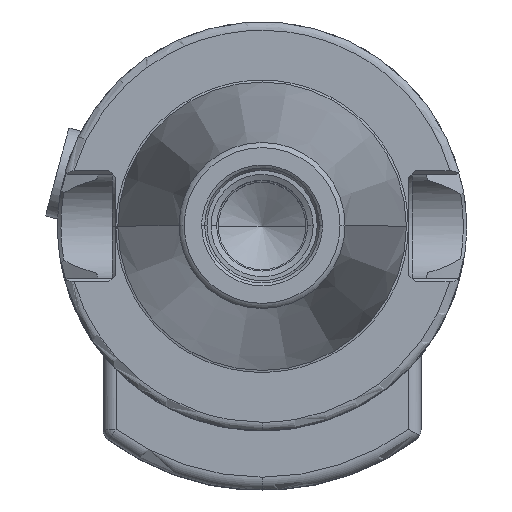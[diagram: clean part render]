
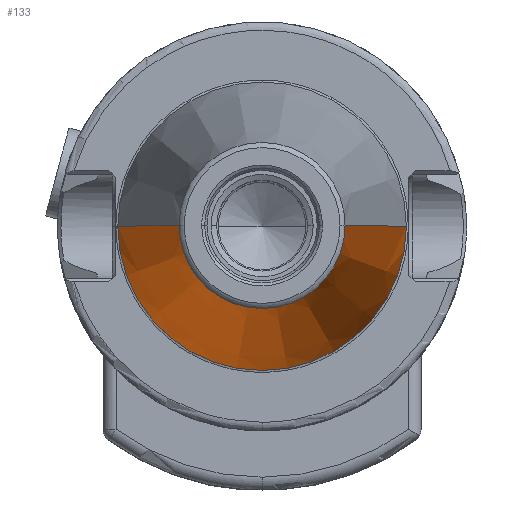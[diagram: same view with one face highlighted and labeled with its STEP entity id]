
A CAD part, top view. The second image highlights one B-rep face of the part: STEP entity #133.
In plain terms, the highlighted conical face has half-angle 8.297 degrees and reference radius 22.225 mm.
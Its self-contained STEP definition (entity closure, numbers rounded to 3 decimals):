
#115=AXIS2_PLACEMENT_3D('Cone Axis2P3D',#112,#113,#114) ;
#119=AXIS2_PLACEMENT_3D('Circle Axis2P3D',#117,#118,$) ;
#124=AXIS2_PLACEMENT_3D('Circle Axis2P3D',#122,#123,$) ;
#41=CARTESIAN_POINT('Vertex',(-12.786,0.,64.724)) ;
#43=CARTESIAN_POINT('Vertex',(12.786,0.,64.724)) ;
#46=CARTESIAN_POINT('Line Origine',(72165.224,0.,-494690.194)) ;
#50=CARTESIAN_POINT('Vertex',(22.225,0.,0.)) ;
#57=CARTESIAN_POINT('Vertex',(-22.225,0.,0.)) ;
#60=CARTESIAN_POINT('Line Origine',(-72165.224,0.,-494690.194)) ;
#112=CARTESIAN_POINT('Axis2P3D Location',(0.,0.,0.)) ;
#117=CARTESIAN_POINT('Axis2P3D Location',(0.,0.,64.724)) ;
#122=CARTESIAN_POINT('Axis2P3D Location',(0.,0.,0.)) ;
#47=DIRECTION('Vector Direction',(0.144,0.,-0.99)) ;
#61=DIRECTION('Vector Direction',(-0.144,0.,-0.99)) ;
#113=DIRECTION('Axis2P3D Direction',(0.,0.,-1.)) ;
#114=DIRECTION('Axis2P3D XDirection',(1.,0.,0.)) ;
#118=DIRECTION('Axis2P3D Direction',(0.,0.,-1.)) ;
#123=DIRECTION('Axis2P3D Direction',(0.,0.,-1.)) ;
#48=VECTOR('Line Direction',#47,1.) ;
#62=VECTOR('Line Direction',#61,1.) ;
#128=ORIENTED_EDGE('',*,*,#52,.F.) ;
#129=ORIENTED_EDGE('',*,*,#121,.T.) ;
#130=ORIENTED_EDGE('',*,*,#64,.T.) ;
#131=ORIENTED_EDGE('',*,*,#126,.T.) ;
#133=ADVANCED_FACE('NOCUT',(#132),#116,.T.) ;
#120=CIRCLE('generated circle',#119,12.786) ;
#125=CIRCLE('generated circle',#124,22.225) ;
#116=CONICAL_SURFACE('Cone',#115,22.225,0.145) ;
#52=EDGE_CURVE('',#44,#51,#49,.T.) ;
#64=EDGE_CURVE('',#42,#58,#63,.T.) ;
#121=EDGE_CURVE('',#44,#42,#120,.T.) ;
#126=EDGE_CURVE('',#58,#51,#125,.F.) ;
#127=EDGE_LOOP('',(#128,#129,#130,#131)) ;
#132=FACE_OUTER_BOUND('',#127,.T.) ;
#49=LINE('Line',#46,#48) ;
#63=LINE('Line',#60,#62) ;
#42=VERTEX_POINT('',#41) ;
#44=VERTEX_POINT('',#43) ;
#51=VERTEX_POINT('',#50) ;
#58=VERTEX_POINT('',#57) ;
